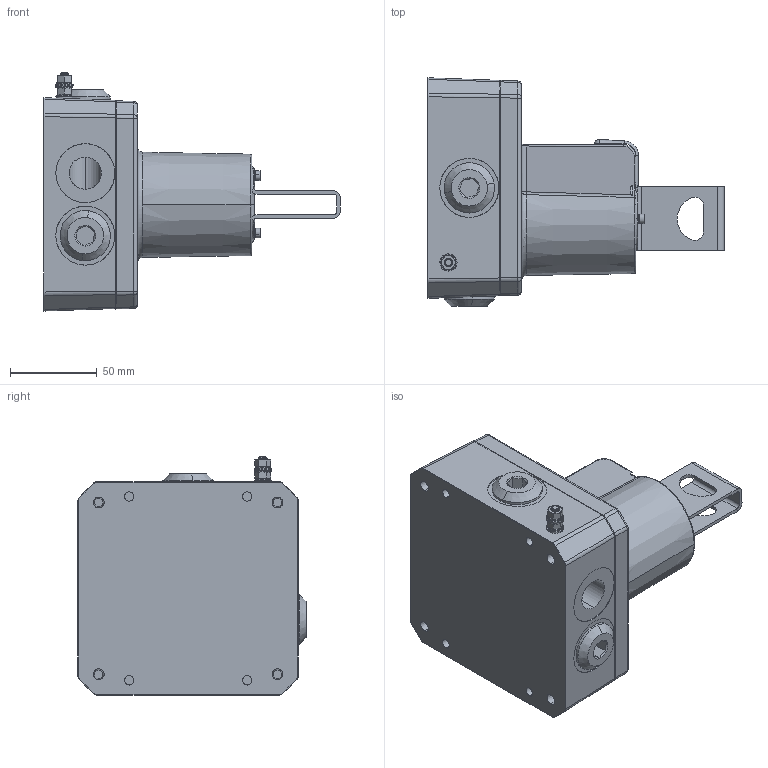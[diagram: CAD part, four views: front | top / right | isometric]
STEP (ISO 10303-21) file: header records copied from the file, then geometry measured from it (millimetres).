
FILE_DESCRIPTION (( 'STEP AP203' ), '1' );
FILE_NAME ('D204-00-201-3D_Issue_B.STEP', '2025-02-14T16:20:34', ( '' ), ( '' ), 'SwSTEP 2.0', 'SolidWorks 2024', '' );
FILE_SCHEMA (( 'CONFIG_CONTROL_DESIGN' ));
Length unit declared in the file: millimetre
Products named in the file (1): D204-00-201-3D_Issue_B
Bounding box: 171 x 131.46 x 137.21 mm (x, y, z)
Volume: 935589.2 mm3; surface area: 159069.3 mm2
Topology: 25 solids, 25 shells, 1126 faces, 2744 edges, 1658 vertices
Faces by surface type: cylinder 386, plane 362, cone 138, bspline 120, torus 90, sphere 30
Entity records: 43736 total; most frequent: CARTESIAN_POINT 19094, ORIENTED_EDGE 5380, DIRECTION 4968, EDGE_CURVE 2690, AXIS2_PLACEMENT_3D 2005, VERTEX_POINT 1658, EDGE_LOOP 1226, FACE_OUTER_BOUND 1126
